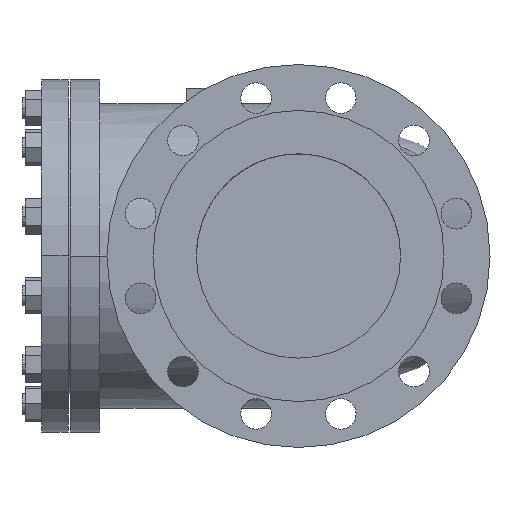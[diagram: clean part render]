
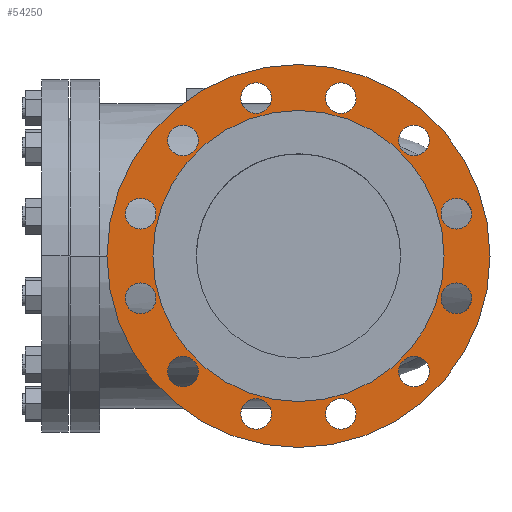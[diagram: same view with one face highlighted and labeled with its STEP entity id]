
A CAD part, left-side view. The second image highlights one B-rep face of the part: STEP entity #54250.
In plain terms, the highlighted planar face has unit normal (-1, 0, 0).
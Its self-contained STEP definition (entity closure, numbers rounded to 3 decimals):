
#12330=CARTESIAN_POINT('',(3.,0.,-187.5));
#12340=VERTEX_POINT('',#12330);
#12500=CARTESIAN_POINT('',(3.,0.,187.5));
#12510=VERTEX_POINT('',#12500);
#12540=CARTESIAN_POINT('',(3.,0.,0.));
#12550=DIRECTION('',(1.,0.,0.));
#12560=DIRECTION('',(0.,0.,-1.));
#12570=AXIS2_PLACEMENT_3D('',#12540,#12550,#12560);
#12580=CIRCLE('',#12570,187.5);
#12590=CARTESIAN_POINT('',(3.,187.5,0.));
#12600=VERTEX_POINT('',#12590);
#12610=EDGE_CURVE('',#12600,#12510,#12580,.T.);
#12630=EDGE_CURVE('',#12340,#12600,#12580,.T.);
#12790=CARTESIAN_POINT('',(3.,41.411,-139.548));
#12800=VERTEX_POINT('',#12790);
#12830=CARTESIAN_POINT('',(3.,41.411,-154.548));
#12840=DIRECTION('',(-1.,0.,0.));
#12850=DIRECTION('',(0.,0.,-1.));
#12860=AXIS2_PLACEMENT_3D('',#12830,#12840,#12850);
#12870=CIRCLE('',#12860,15.);
#12880=CARTESIAN_POINT('',(3.,41.411,-169.548));
#12890=VERTEX_POINT('',#12880);
#12900=EDGE_CURVE('',#12890,#12800,#12870,.T.);
#13210=CARTESIAN_POINT('',(3.,-41.411,-139.548));
#13220=VERTEX_POINT('',#13210);
#13250=CARTESIAN_POINT('',(3.,-41.411,-154.548));
#13260=DIRECTION('',(-1.,0.,0.));
#13270=DIRECTION('',(0.,0.,-1.));
#13280=AXIS2_PLACEMENT_3D('',#13250,#13260,#13270);
#13290=CIRCLE('',#13280,15.);
#13300=CARTESIAN_POINT('',(3.,-41.411,-169.548));
#13310=VERTEX_POINT('',#13300);
#13320=EDGE_CURVE('',#13310,#13220,#13290,.T.);
#13630=CARTESIAN_POINT('',(3.,113.137,-98.137));
#13640=VERTEX_POINT('',#13630);
#13800=CARTESIAN_POINT('',(3.,113.137,-128.137));
#13810=VERTEX_POINT('',#13800);
#13840=CARTESIAN_POINT('',(3.,113.137,-113.137));
#13850=DIRECTION('',(-1.,0.,0.));
#13860=DIRECTION('',(0.,0.,-1.));
#13870=AXIS2_PLACEMENT_3D('',#13840,#13850,#13860);
#13880=CIRCLE('',#13870,15.);
#13890=EDGE_CURVE('',#13640,#13810,#13880,.T.);
#14050=CARTESIAN_POINT('',(3.,-113.137,-128.137));
#14060=VERTEX_POINT('',#14050);
#14090=CARTESIAN_POINT('',(3.,-113.137,-113.137));
#14100=DIRECTION('',(-1.,0.,0.));
#14110=DIRECTION('',(0.,0.,-1.));
#14120=AXIS2_PLACEMENT_3D('',#14090,#14100,#14110);
#14130=CIRCLE('',#14120,15.);
#14140=CARTESIAN_POINT('',(3.,-113.137,-98.137));
#14150=VERTEX_POINT('',#14140);
#14160=EDGE_CURVE('',#14150,#14060,#14130,.T.);
#14470=CARTESIAN_POINT('',(3.,154.548,-26.411));
#14480=VERTEX_POINT('',#14470);
#14640=CARTESIAN_POINT('',(3.,154.548,-56.411));
#14650=VERTEX_POINT('',#14640);
#14680=CARTESIAN_POINT('',(3.,154.548,-41.411));
#14690=DIRECTION('',(-1.,0.,0.));
#14700=DIRECTION('',(0.,0.,-1.));
#14710=AXIS2_PLACEMENT_3D('',#14680,#14690,#14700);
#14720=CIRCLE('',#14710,15.);
#14730=EDGE_CURVE('',#14480,#14650,#14720,.T.);
#14890=CARTESIAN_POINT('',(3.,-154.548,-56.411));
#14900=VERTEX_POINT('',#14890);
#14930=CARTESIAN_POINT('',(3.,-154.548,-41.411));
#14940=DIRECTION('',(-1.,0.,0.));
#14950=DIRECTION('',(0.,0.,-1.));
#14960=AXIS2_PLACEMENT_3D('',#14930,#14940,#14950);
#14970=CIRCLE('',#14960,15.);
#14980=CARTESIAN_POINT('',(3.,-154.548,-26.411));
#14990=VERTEX_POINT('',#14980);
#15000=EDGE_CURVE('',#14990,#14900,#14970,.T.);
#15310=CARTESIAN_POINT('',(3.,154.548,56.411));
#15320=VERTEX_POINT('',#15310);
#15480=CARTESIAN_POINT('',(3.,154.548,26.411));
#15490=VERTEX_POINT('',#15480);
#15520=CARTESIAN_POINT('',(3.,154.548,41.411));
#15530=DIRECTION('',(-1.,0.,0.));
#15540=DIRECTION('',(0.,0.,-1.));
#15550=AXIS2_PLACEMENT_3D('',#15520,#15530,#15540);
#15560=CIRCLE('',#15550,15.);
#15570=EDGE_CURVE('',#15320,#15490,#15560,.T.);
#15730=CARTESIAN_POINT('',(3.,-154.548,56.411));
#15740=VERTEX_POINT('',#15730);
#15770=CARTESIAN_POINT('',(3.,-154.548,41.411));
#15780=DIRECTION('',(-1.,0.,0.));
#15790=DIRECTION('',(0.,0.,-1.));
#15800=AXIS2_PLACEMENT_3D('',#15770,#15780,#15790);
#15810=CIRCLE('',#15800,15.);
#15820=CARTESIAN_POINT('',(3.,-154.548,26.411));
#15830=VERTEX_POINT('',#15820);
#15840=EDGE_CURVE('',#15830,#15740,#15810,.T.);
#16150=CARTESIAN_POINT('',(3.,113.137,98.137));
#16160=VERTEX_POINT('',#16150);
#16320=CARTESIAN_POINT('',(3.,113.137,128.137));
#16330=VERTEX_POINT('',#16320);
#16360=CARTESIAN_POINT('',(3.,113.137,113.137));
#16370=DIRECTION('',(-1.,0.,0.));
#16380=DIRECTION('',(0.,0.,-1.));
#16390=AXIS2_PLACEMENT_3D('',#16360,#16370,#16380);
#16400=CIRCLE('',#16390,15.);
#16410=EDGE_CURVE('',#16160,#16330,#16400,.T.);
#16570=CARTESIAN_POINT('',(3.,-113.137,98.137));
#16580=VERTEX_POINT('',#16570);
#16740=CARTESIAN_POINT('',(3.,-113.137,128.137));
#16750=VERTEX_POINT('',#16740);
#16780=CARTESIAN_POINT('',(3.,-113.137,113.137));
#16790=DIRECTION('',(-1.,0.,0.));
#16800=DIRECTION('',(0.,0.,-1.));
#16810=AXIS2_PLACEMENT_3D('',#16780,#16790,#16800);
#16820=CIRCLE('',#16810,15.);
#16830=EDGE_CURVE('',#16580,#16750,#16820,.T.);
#16990=CARTESIAN_POINT('',(3.,41.411,139.548));
#17000=VERTEX_POINT('',#16990);
#17030=CARTESIAN_POINT('',(3.,41.411,154.548));
#17040=DIRECTION('',(-1.,0.,0.));
#17050=DIRECTION('',(0.,0.,-1.));
#17060=AXIS2_PLACEMENT_3D('',#17030,#17040,#17050);
#17070=CIRCLE('',#17060,15.);
#17080=CARTESIAN_POINT('',(3.,41.411,169.548));
#17090=VERTEX_POINT('',#17080);
#17100=EDGE_CURVE('',#17090,#17000,#17070,.T.);
#17410=CARTESIAN_POINT('',(3.,-41.411,169.548));
#17420=VERTEX_POINT('',#17410);
#17450=CARTESIAN_POINT('',(3.,-41.411,154.548));
#17460=DIRECTION('',(-1.,0.,0.));
#17470=DIRECTION('',(0.,0.,-1.));
#17480=AXIS2_PLACEMENT_3D('',#17450,#17460,#17470);
#17490=CIRCLE('',#17480,15.);
#17500=CARTESIAN_POINT('',(3.,-41.411,139.548));
#17510=VERTEX_POINT('',#17500);
#17520=EDGE_CURVE('',#17510,#17420,#17490,.T.);
#17830=CARTESIAN_POINT('',(3.,-142.5,0.));
#17840=VERTEX_POINT('',#17830);
#17870=CARTESIAN_POINT('',(3.,0.,0.));
#17880=DIRECTION('',(-1.,0.,0.));
#17890=DIRECTION('',(0.,1.,0.));
#17900=AXIS2_PLACEMENT_3D('',#17870,#17880,#17890);
#17910=CIRCLE('',#17900,142.5);
#17920=CARTESIAN_POINT('',(3.,142.5,0.));
#17930=VERTEX_POINT('',#17920);
#17940=EDGE_CURVE('',#17930,#17840,#17910,.T.);
#53490=CARTESIAN_POINT('',(3.,165.,0.));
#53500=DIRECTION('',(1.,0.,0.));
#53510=DIRECTION('',(0.,-1.,0.));
#53520=AXIS2_PLACEMENT_3D('',#53490,#53500,#53510);
#53530=PLANE('',#53520);
#53540=EDGE_CURVE('',#12800,#12890,#12870,.T.);
#53550=ORIENTED_EDGE('',*,*,#53540,.F.);
#53560=ORIENTED_EDGE('',*,*,#12900,.F.);
#53570=EDGE_LOOP('',(#53560,#53550));
#53580=FACE_BOUND('',#53570,.T.);
#53590=EDGE_CURVE('',#13220,#13310,#13290,.T.);
#53600=ORIENTED_EDGE('',*,*,#53590,.F.);
#53610=ORIENTED_EDGE('',*,*,#13320,.F.);
#53620=EDGE_LOOP('',(#53610,#53600));
#53630=FACE_BOUND('',#53620,.T.);
#53640=EDGE_CURVE('',#13810,#13640,#13880,.T.);
#53650=ORIENTED_EDGE('',*,*,#53640,.F.);
#53660=ORIENTED_EDGE('',*,*,#13890,.F.);
#53670=EDGE_LOOP('',(#53660,#53650));
#53680=FACE_BOUND('',#53670,.T.);
#53690=ORIENTED_EDGE('',*,*,#14160,.F.);
#53700=EDGE_CURVE('',#14060,#14150,#14130,.T.);
#53710=ORIENTED_EDGE('',*,*,#53700,.F.);
#53720=EDGE_LOOP('',(#53710,#53690));
#53730=FACE_BOUND('',#53720,.T.);
#53740=EDGE_CURVE('',#14650,#14480,#14720,.T.);
#53750=ORIENTED_EDGE('',*,*,#53740,.F.);
#53760=ORIENTED_EDGE('',*,*,#14730,.F.);
#53770=EDGE_LOOP('',(#53760,#53750));
#53780=FACE_BOUND('',#53770,.T.);
#53790=ORIENTED_EDGE('',*,*,#15000,.F.);
#53800=EDGE_CURVE('',#14900,#14990,#14970,.T.);
#53810=ORIENTED_EDGE('',*,*,#53800,.F.);
#53820=EDGE_LOOP('',(#53810,#53790));
#53830=FACE_BOUND('',#53820,.T.);
#53840=EDGE_CURVE('',#15490,#15320,#15560,.T.);
#53850=ORIENTED_EDGE('',*,*,#53840,.F.);
#53860=ORIENTED_EDGE('',*,*,#15570,.F.);
#53870=EDGE_LOOP('',(#53860,#53850));
#53880=FACE_BOUND('',#53870,.T.);
#53890=ORIENTED_EDGE('',*,*,#15840,.F.);
#53900=EDGE_CURVE('',#15740,#15830,#15810,.T.);
#53910=ORIENTED_EDGE('',*,*,#53900,.F.);
#53920=EDGE_LOOP('',(#53910,#53890));
#53930=FACE_BOUND('',#53920,.T.);
#53940=EDGE_CURVE('',#16330,#16160,#16400,.T.);
#53950=ORIENTED_EDGE('',*,*,#53940,.F.);
#53960=ORIENTED_EDGE('',*,*,#16410,.F.);
#53970=EDGE_LOOP('',(#53960,#53950));
#53980=FACE_BOUND('',#53970,.T.);
#53990=EDGE_CURVE('',#16750,#16580,#16820,.T.);
#54000=ORIENTED_EDGE('',*,*,#53990,.F.);
#54010=ORIENTED_EDGE('',*,*,#16830,.F.);
#54020=EDGE_LOOP('',(#54010,#54000));
#54030=FACE_BOUND('',#54020,.T.);
#54040=ORIENTED_EDGE('',*,*,#17100,.F.);
#54050=EDGE_CURVE('',#17000,#17090,#17070,.T.);
#54060=ORIENTED_EDGE('',*,*,#54050,.F.);
#54070=EDGE_LOOP('',(#54060,#54040));
#54080=FACE_BOUND('',#54070,.T.);
#54090=EDGE_CURVE('',#17420,#17510,#17490,.T.);
#54100=ORIENTED_EDGE('',*,*,#54090,.F.);
#54110=ORIENTED_EDGE('',*,*,#17520,.F.);
#54120=EDGE_LOOP('',(#54110,#54100));
#54130=FACE_BOUND('',#54120,.T.);
#54140=ORIENTED_EDGE('',*,*,#12610,.F.);
#54150=EDGE_CURVE('',#12510,#12340,#12580,.T.);
#54160=ORIENTED_EDGE('',*,*,#54150,.F.);
#54170=ORIENTED_EDGE('',*,*,#12630,.F.);
#54180=EDGE_LOOP('',(#54170,#54160,#54140));
#54190=FACE_OUTER_BOUND('',#54180,.T.);
#54200=ORIENTED_EDGE('',*,*,#17940,.F.);
#54210=EDGE_CURVE('',#17840,#17930,#17910,.T.);
#54220=ORIENTED_EDGE('',*,*,#54210,.F.);
#54230=EDGE_LOOP('',(#54220,#54200));
#54240=FACE_BOUND('',#54230,.T.);
#54250=ADVANCED_FACE('',(#53580,#53630,#53680,#53730,#53780,#53830,
#53880,#53930,#53980,#54030,#54080,#54130,#54190,#54240),#53530,.F.);
